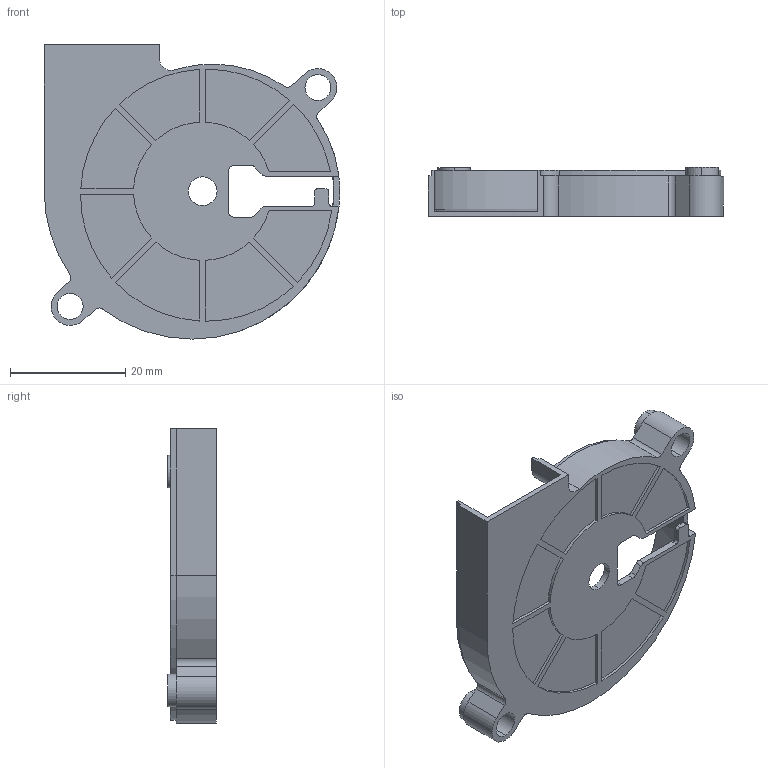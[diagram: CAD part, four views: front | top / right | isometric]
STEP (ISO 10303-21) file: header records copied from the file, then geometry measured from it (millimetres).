
FILE_DESCRIPTION((''),'2;1');
FILE_NAME('BOTTOM_2','2023-02-15T17:17:45',('matteo.grassi'),(''),'CREO PARAMETRIC BY PTC INC, 2018020','CREO PARAMETRIC BY PTC INC, 2018020','');
FILE_SCHEMA(('AUTOMOTIVE_DESIGN { 1 0 10303 214 1 1 1 1 }'));
Length unit declared in the file: millimetre
Products named in the file (1): BOTTOM_2
Bounding box: 51.3 x 8.5 x 51.07 mm (x, y, z)
Volume: 3217.7 mm3; surface area: 7069.6 mm2
Topology: 1 solids, 1 shells, 109 faces, 328 edges, 229 vertices
Faces by surface type: plane 54, cylinder 53, bspline 1, torus 1
Entity records: 5006 total; most frequent: CARTESIAN_POINT 715, DIRECTION 691, ORIENTED_EDGE 656, PRESENTATION_STYLE_ASSIGNMENT 329, STYLED_ITEM 329, CURVE_STYLE 328, EDGE_CURVE 328, AXIS2_PLACEMENT_3D 256
